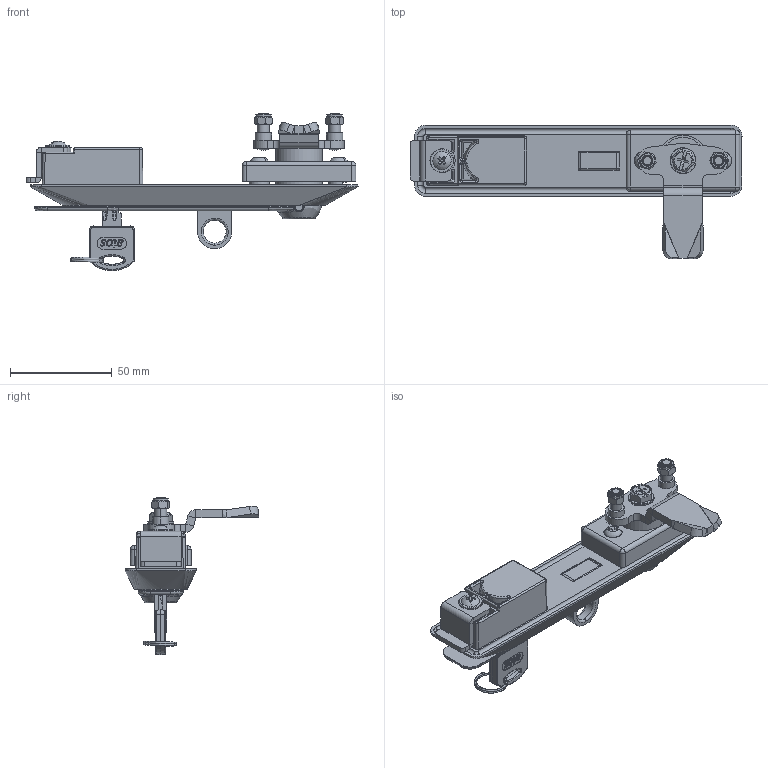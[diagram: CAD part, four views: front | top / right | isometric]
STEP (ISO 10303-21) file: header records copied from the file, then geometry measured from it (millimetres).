
FILE_DESCRIPTION (( 'STEP AP203' ), '1' );
FILE_NAME ('KI29.31.1214.STEP', '2022-04-29T05:25:31', ( '' ), ( '' ), 'SwSTEP 2.0', 'SolidWorks 2021', '' );
FILE_SCHEMA (( 'CONFIG_CONTROL_DESIGN' ));
Length unit declared in the file: millimetre
Products named in the file (1): KI29.31.1214
Bounding box: 163.2 x 65.78 x 77.43 mm (x, y, z)
Surface area: 37021.2 mm2 (no closed solid volume)
Topology: 0 solids, 38 shells, 695 faces, 2311 edges, 1644 vertices
Faces by surface type: plane 292, bspline 158, cylinder 131, cone 56, torus 46, sphere 12
Entity records: 34083 total; most frequent: CARTESIAN_POINT 16052, ORIENTED_EDGE 3774, DIRECTION 3098, EDGE_CURVE 2310, VERTEX_POINT 1644, AXIS2_PLACEMENT_3D 1064, VECTOR 970, LINE 970
